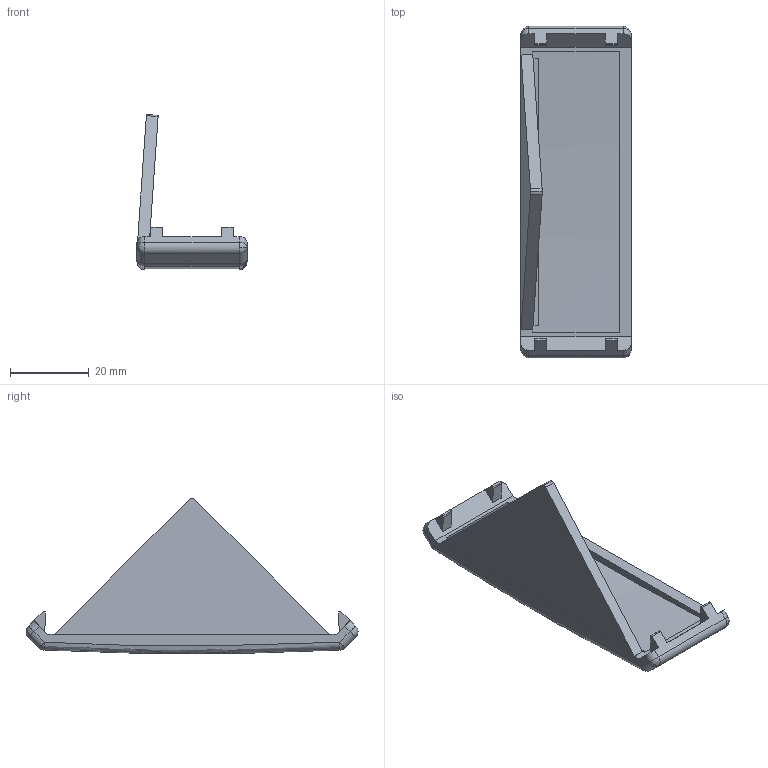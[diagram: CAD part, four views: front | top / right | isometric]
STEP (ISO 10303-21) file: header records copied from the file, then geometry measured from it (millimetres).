
FILE_DESCRIPTION (( 'STEP AP214' ), '1' );
FILE_NAME ('FIXE08H1117-Cache équerre 8 60x60x30 Al.step', '2023-03-24T10:07:46', ( 'Altae' ), ( '' ), 'SwSTEP 2.0', 'SolidWorks 2021', '' );
FILE_SCHEMA (( 'AUTOMOTIVE_DESIGN' ));
Length unit declared in the file: millimetre
Products named in the file (1): FIXE08H1117-Cache équerre 8 60x60x30 Al
Bounding box: 28 x 84.43 x 39.39 mm (x, y, z)
Volume: 11828.5 mm3; surface area: 8794.4 mm2
Topology: 1 solids, 1 shells, 71 faces, 182 edges, 109 vertices
Faces by surface type: plane 38, cylinder 22, bspline 11
Entity records: 2253 total; most frequent: CARTESIAN_POINT 534, ORIENTED_EDGE 356, DIRECTION 350, EDGE_CURVE 178, VECTOR 124, LINE 124, AXIS2_PLACEMENT_3D 113, VERTEX_POINT 109
